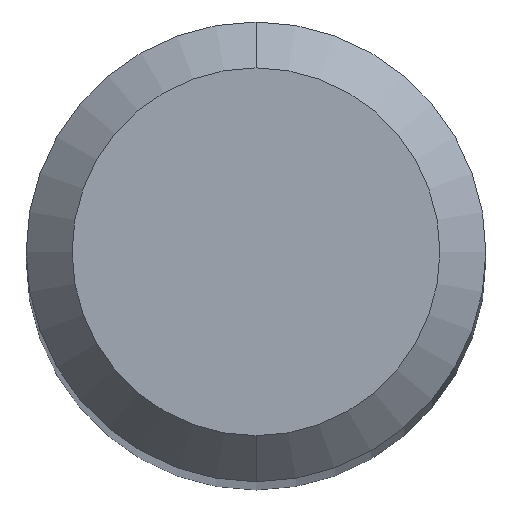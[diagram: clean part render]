
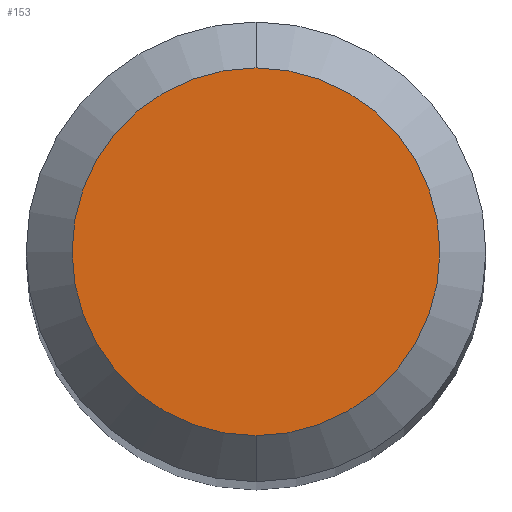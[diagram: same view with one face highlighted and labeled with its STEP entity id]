
A CAD part, top view. The second image highlights one B-rep face of the part: STEP entity #153.
In plain terms, the highlighted planar face has unit normal (0, 0, 1).
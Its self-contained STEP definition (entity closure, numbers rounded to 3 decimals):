
#113=EDGE_CURVE('',#165,#145,#266,.T.);
#145=VERTEX_POINT('',#300);
#149=EDGE_CURVE('',#145,#165,#305,.T.);
#153=ADVANCED_FACE('',(#309),#310,.T.);
#165=VERTEX_POINT('',#323);
#266=CIRCLE('',#433,1.2);
#300=CARTESIAN_POINT('',(0.,-1.2,0.0));
#305=CIRCLE('',#484,1.2);
#309=FACE_OUTER_BOUND('',#490,.T.);
#310=PLANE('',#491);
#323=CARTESIAN_POINT('',(0.0,1.2,0.0));
#433=AXIS2_PLACEMENT_3D('',#625,#626,#627);
#484=AXIS2_PLACEMENT_3D('',#667,#668,#669);
#490=EDGE_LOOP('',(#672,#673));
#491=AXIS2_PLACEMENT_3D('',#674,#675,#676);
#625=CARTESIAN_POINT('',(0.0,0.0,0.0));
#626=DIRECTION('',(0.0,0.0,-1.0));
#627=DIRECTION('',(0.0,1.0,0.0));
#667=CARTESIAN_POINT('',(0.0,0.0,0.0));
#668=DIRECTION('',(0.0,0.0,-1.0));
#669=DIRECTION('',(0.0,1.0,0.0));
#672=ORIENTED_EDGE('',*,*,#113,.F.);
#673=ORIENTED_EDGE('',*,*,#149,.F.);
#674=CARTESIAN_POINT('',(0.0,0.6,0.0));
#675=DIRECTION('',(-0.0,0.0,1.0));
#676=DIRECTION('',(0.0,-1.0,0.0));
